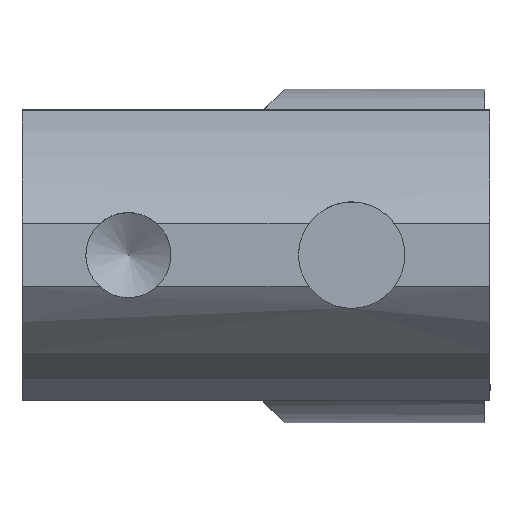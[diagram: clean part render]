
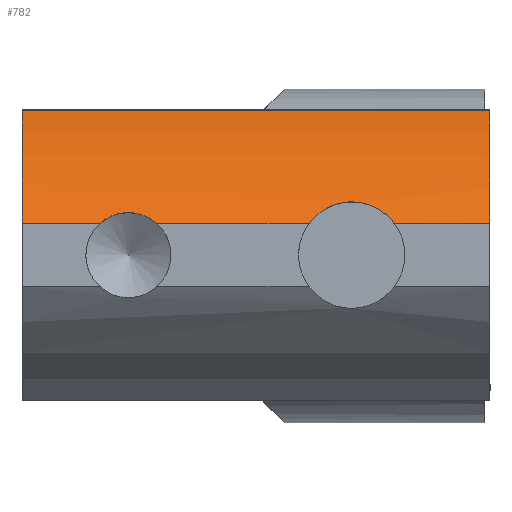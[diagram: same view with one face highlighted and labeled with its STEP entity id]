
A CAD part, top view. The second image highlights one B-rep face of the part: STEP entity #782.
In plain terms, the highlighted cylindrical face has radius 15 mm (diameter 30 mm), a partial arc.
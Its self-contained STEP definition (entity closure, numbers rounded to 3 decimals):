
#782=ADVANCED_FACE('',(#840),#841,.T.);
#840=FACE_OUTER_BOUND('',#937,.T.);
#841=CYLINDRICAL_SURFACE('',#938,15.0);
#937=EDGE_LOOP('',(#1040,#1041,#1042,#1043,#1044,#1045,#1046,#1047));
#938=AXIS2_PLACEMENT_3D('',#1048,#1049,#1050);
#1040=ORIENTED_EDGE('',*,*,#1308,.T.);
#1041=ORIENTED_EDGE('',*,*,#1307,.T.);
#1042=ORIENTED_EDGE('',*,*,#1309,.T.);
#1043=ORIENTED_EDGE('',*,*,#1310,.F.);
#1044=ORIENTED_EDGE('',*,*,#1311,.T.);
#1045=ORIENTED_EDGE('',*,*,#1312,.F.);
#1046=ORIENTED_EDGE('',*,*,#1313,.F.);
#1047=ORIENTED_EDGE('',*,*,#1314,.T.);
#1048=CARTESIAN_POINT('',(11.0,-6.876,5.444));
#1049=DIRECTION('',(-1.0,0.0,0.0));
#1050=DIRECTION('',(0.0,-1.0,0.0));
#1307=EDGE_CURVE('',#1384,#1389,#1391,.T.);
#1308=EDGE_CURVE('',#1392,#1384,#1393,.T.);
#1309=EDGE_CURVE('',#1389,#1394,#1395,.T.);
#1310=EDGE_CURVE('',#1396,#1394,#1397,.T.);
#1311=EDGE_CURVE('',#1396,#1398,#1399,.T.);
#1312=EDGE_CURVE('',#1400,#1398,#1401,.T.);
#1313=EDGE_CURVE('',#1402,#1400,#1403,.T.);
#1314=EDGE_CURVE('',#1402,#1392,#1404,.T.);
#1384=VERTEX_POINT('',#1518);
#1389=VERTEX_POINT('',#1538);
#1391=B_SPLINE_CURVE_WITH_KNOTS('',3,(#1540,#1541,#1542,#1543,#1544,#1545,#1546,#1547,#1548,#1549,#1550,#1551,#1552,#1553,#1554,#1555),.UNSPECIFIED.,.F.,.F.,(4,2,2,2,2,2,2,4),(0.0,0.,0.001,0.001,0.001,0.002,0.003,0.003),.UNSPECIFIED.);
#1392=VERTEX_POINT('',#1556);
#1393=LINE('',#1557,#1558);
#1394=VERTEX_POINT('',#1559);
#1395=LINE('',#1560,#1561);
#1396=VERTEX_POINT('',#1562);
#1397=B_SPLINE_CURVE_WITH_KNOTS('',3,(#1563,#1564,#1565,#1566,#1567,#1568,#1569,#1570,#1571,#1572,#1573,#1574,#1575,#1576,#1577,#1578,#1579,#1580),.UNSPECIFIED.,.F.,.F.,(4,2,2,2,2,2,2,2,4),(0.,0.001,0.001,0.002,0.002,0.003,0.004,0.004,0.005),.UNSPECIFIED.);
#1398=VERTEX_POINT('',#1581);
#1399=LINE('',#1582,#1583);
#1400=VERTEX_POINT('',#1584);
#1401=CIRCLE('',#1585,15.0);
#1402=VERTEX_POINT('',#1586);
#1403=LINE('',#1587,#1588);
#1404=CIRCLE('',#1589,15.0);
#1518=CARTESIAN_POINT('',(7.323,1.5,-7.));
#1538=CARTESIAN_POINT('',(4.677,1.5,-7.));
#1540=CARTESIAN_POINT('',(7.323,1.5,-7.));
#1541=CARTESIAN_POINT('',(7.237,1.576,-6.949));
#1542=CARTESIAN_POINT('',(7.144,1.645,-6.902));
#1543=CARTESIAN_POINT('',(6.945,1.767,-6.817));
#1544=CARTESIAN_POINT('',(6.837,1.821,-6.778));
#1545=CARTESIAN_POINT('',(6.611,1.908,-6.715));
#1546=CARTESIAN_POINT('',(6.495,1.942,-6.691));
#1547=CARTESIAN_POINT('',(6.253,1.988,-6.657));
#1548=CARTESIAN_POINT('',(6.126,2.,-6.649));
#1549=CARTESIAN_POINT('',(5.753,2.,-6.648));
#1550=CARTESIAN_POINT('',(5.503,1.952,-6.684));
#1551=CARTESIAN_POINT('',(5.165,1.821,-6.778));
#1552=CARTESIAN_POINT('',(5.057,1.768,-6.816));
#1553=CARTESIAN_POINT('',(4.856,1.645,-6.901));
#1554=CARTESIAN_POINT('',(4.763,1.576,-6.949));
#1555=CARTESIAN_POINT('',(4.677,1.5,-7.));
#1556=CARTESIAN_POINT('',(11.0,1.5,-7.));
#1557=CARTESIAN_POINT('',(11.0,1.5,-7.));
#1558=VECTOR('',#1983,1.0);
#1559=CARTESIAN_POINT('',(-2.5,1.5,-7.));
#1560=CARTESIAN_POINT('',(11.0,1.5,-7.));
#1561=VECTOR('',#1984,1.0);
#1562=CARTESIAN_POINT('',(-6.5,1.5,-7.));
#1563=CARTESIAN_POINT('',(-6.5,1.5,-7.));
#1564=CARTESIAN_POINT('',(-6.391,1.645,-6.902));
#1565=CARTESIAN_POINT('',(-6.267,1.778,-6.809));
#1566=CARTESIAN_POINT('',(-5.987,2.018,-6.636));
#1567=CARTESIAN_POINT('',(-5.829,2.126,-6.555));
#1568=CARTESIAN_POINT('',(-5.488,2.305,-6.419));
#1569=CARTESIAN_POINT('',(-5.302,2.376,-6.363));
#1570=CARTESIAN_POINT('',(-4.911,2.474,-6.286));
#1571=CARTESIAN_POINT('',(-4.711,2.5,-6.265));
#1572=CARTESIAN_POINT('',(-4.299,2.5,-6.265));
#1573=CARTESIAN_POINT('',(-4.096,2.475,-6.285));
#1574=CARTESIAN_POINT('',(-3.704,2.379,-6.361));
#1575=CARTESIAN_POINT('',(-3.518,2.307,-6.417));
#1576=CARTESIAN_POINT('',(-3.175,2.129,-6.554));
#1577=CARTESIAN_POINT('',(-3.016,2.021,-6.634));
#1578=CARTESIAN_POINT('',(-2.735,1.78,-6.808));
#1579=CARTESIAN_POINT('',(-2.609,1.645,-6.902));
#1580=CARTESIAN_POINT('',(-2.5,1.5,-7.));
#1581=CARTESIAN_POINT('',(-11.0,1.5,-7.));
#1582=CARTESIAN_POINT('',(11.0,1.5,-7.));
#1583=VECTOR('',#1985,1.0);
#1584=CARTESIAN_POINT('',(-11.0,6.806,-0.705));
#1585=AXIS2_PLACEMENT_3D('',#1986,#1987,#1988);
#1586=CARTESIAN_POINT('',(11.0,6.806,-0.705));
#1587=CARTESIAN_POINT('',(11.0,6.806,-0.705));
#1588=VECTOR('',#1989,1.0);
#1589=AXIS2_PLACEMENT_3D('',#1990,#1991,#1992);
#1983=DIRECTION('',(-1.0,0.0,0.0));
#1984=DIRECTION('',(-1.0,0.0,0.0));
#1985=DIRECTION('',(-1.0,0.0,0.0));
#1986=CARTESIAN_POINT('',(-11.0,-6.876,5.444));
#1987=DIRECTION('',(-1.0,0.0,0.0));
#1988=DIRECTION('',(0.0,-1.0,0.0));
#1989=DIRECTION('',(-1.0,0.0,0.0));
#1990=CARTESIAN_POINT('',(11.0,-6.876,5.444));
#1991=DIRECTION('',(-1.0,0.0,0.0));
#1992=DIRECTION('',(0.0,-1.0,0.0));
